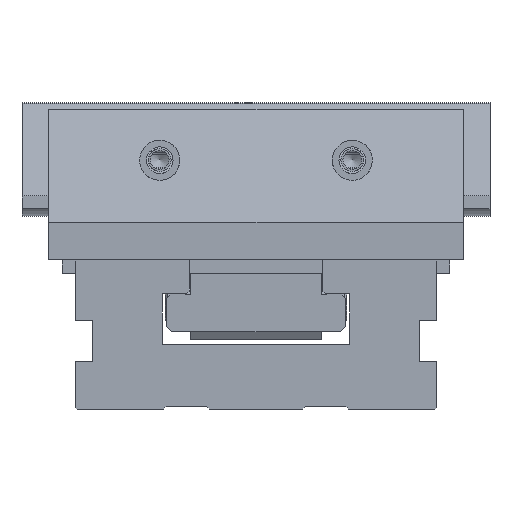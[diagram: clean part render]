
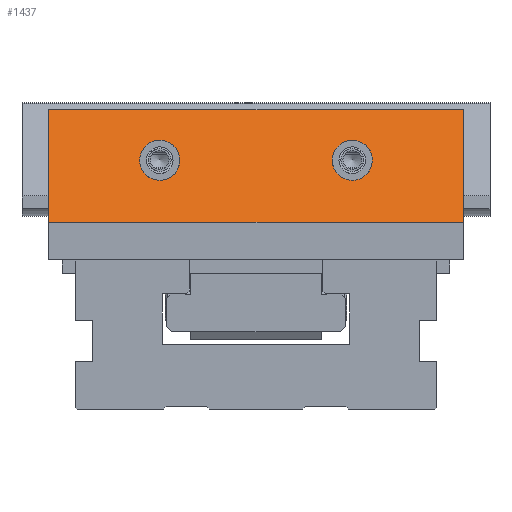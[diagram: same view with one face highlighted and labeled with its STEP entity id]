
A CAD part, left-side view. The second image highlights one B-rep face of the part: STEP entity #1437.
In plain terms, the highlighted planar face has unit normal (-0.924, 0, 0.383).
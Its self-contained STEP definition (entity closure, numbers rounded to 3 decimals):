
#250=ELLIPSE('',#8237,8.118,7.5);
#251=ELLIPSE('',#8252,8.118,7.5);
#749=FACE_BOUND('',#2550,.T.);
#750=FACE_BOUND('',#2551,.T.);
#751=FACE_BOUND('',#2552,.T.);
#1437=ADVANCED_FACE('',(#749,#750,#751),#1781,.F.);
#1781=PLANE('',#8263);
#2550=EDGE_LOOP('',(#3987,#3988,#3989,#3990));
#2551=EDGE_LOOP('',(#3991));
#2552=EDGE_LOOP('',(#3992));
#3987=ORIENTED_EDGE('',*,*,#6068,.T.);
#3988=ORIENTED_EDGE('',*,*,#6081,.T.);
#3989=ORIENTED_EDGE('',*,*,#6073,.T.);
#3990=ORIENTED_EDGE('',*,*,#6105,.T.);
#3991=ORIENTED_EDGE('',*,*,#6125,.F.);
#3992=ORIENTED_EDGE('',*,*,#6119,.F.);
#5186=VERTEX_POINT('',#12218);
#5187=VERTEX_POINT('',#12219);
#5190=VERTEX_POINT('',#12228);
#5191=VERTEX_POINT('',#12229);
#5222=VERTEX_POINT('',#12318);
#5229=VERTEX_POINT('',#12340);
#6068=EDGE_CURVE('',#5186,#5187,#6856,.T.);
#6073=EDGE_CURVE('',#5190,#5191,#6859,.T.);
#6081=EDGE_CURVE('',#5187,#5190,#6867,.T.);
#6105=EDGE_CURVE('',#5191,#5186,#6884,.T.);
#6119=EDGE_CURVE('',#5222,#5222,#250,.T.);
#6125=EDGE_CURVE('',#5229,#5229,#251,.T.);
#6856=LINE('',#12217,#7507);
#6859=LINE('',#12227,#7510);
#6867=LINE('',#12242,#7518);
#6884=LINE('',#12288,#7535);
#7507=VECTOR('',#9665,1.);
#7510=VECTOR('',#9674,1.);
#7518=VECTOR('',#9684,1.);
#7535=VECTOR('',#9721,1.);
#8237=AXIS2_PLACEMENT_3D('',#12317,#9756,#9757);
#8252=AXIS2_PLACEMENT_3D('',#12339,#9786,#9787);
#8263=AXIS2_PLACEMENT_3D('',#12355,#9808,#9809);
#9665=DIRECTION('',(0.,1.,0.));
#9674=DIRECTION('',(0.,-1.,0.));
#9684=DIRECTION('',(-0.383,0.,-0.924));
#9721=DIRECTION('',(0.383,0.,0.924));
#9756=DIRECTION('',(-0.924,0.,0.383));
#9757=DIRECTION('',(0.383,0.,0.924));
#9786=DIRECTION('',(-0.924,0.,0.383));
#9787=DIRECTION('',(0.383,0.,0.924));
#9808=DIRECTION('',(0.924,0.,-0.383));
#9809=DIRECTION('',(0.383,0.,0.924));
#12217=CARTESIAN_POINT('',(17.407,67.5,112.4));
#12218=CARTESIAN_POINT('',(17.407,-10.,112.4));
#12219=CARTESIAN_POINT('',(17.407,145.,112.4));
#12227=CARTESIAN_POINT('',(0.,67.5,70.377));
#12228=CARTESIAN_POINT('',(0.,145.,70.377));
#12229=CARTESIAN_POINT('',(0.,-10.,70.377));
#12242=CARTESIAN_POINT('',(0.992,145.,72.772));
#12288=CARTESIAN_POINT('',(0.992,-10.,72.772));
#12317=CARTESIAN_POINT('',(9.578,103.5,93.5));
#12318=CARTESIAN_POINT('',(12.685,103.5,101.));
#12339=CARTESIAN_POINT('',(9.578,31.5,93.5));
#12340=CARTESIAN_POINT('',(12.685,31.5,101.));
#12355=CARTESIAN_POINT('',(19.291,67.5,116.95));
